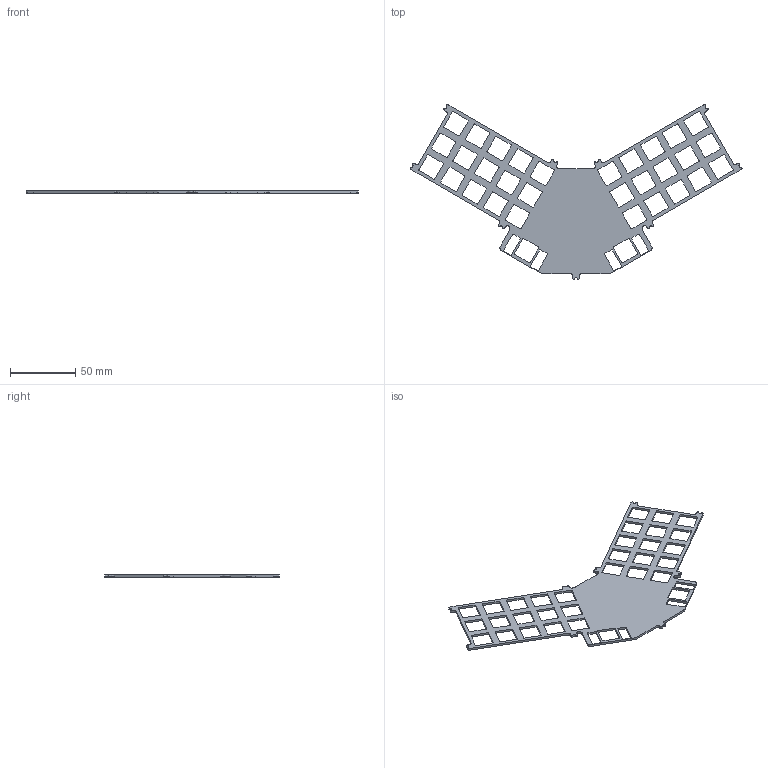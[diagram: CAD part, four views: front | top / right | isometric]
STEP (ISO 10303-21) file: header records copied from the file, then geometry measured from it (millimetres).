
FILE_DESCRIPTION(/* description */ (''),/* implementation_level */ '2;1');
FILE_NAME(/* name */ 'plate_pcb v1.step',/* time_stamp */ '2023-12-04T03:40:25-05:00',/* author */ (''),/* organization */ (''),/* preprocessor_version */ 'ST-DEVELOPER v20',/* originating_system */ 'Autodesk Translation Framework v12.14.0.127',/* authorisation */ '');
FILE_SCHEMA (('AUTOMOTIVE_DESIGN { 1 0 10303 214 3 1 1 }'));
Length unit declared in the file: millimetre
Products named in the file (2): plate_pcb; _autosave-plate_pcb PCB
Assembly tree (1 placements, depth 2):
  plate_pcb
    _autosave-plate_pcb PCB
Bounding box: 254.03 x 133.65 x 1.6 mm (x, y, z)
Volume: 16073.4 mm3; surface area: 24361.3 mm2
Topology: 1 solids, 1 shells, 1624 faces, 4866 edges, 3244 vertices
Faces by surface type: plane 1624
Entity records: 53754 total; most frequent: CARTESIAN_POINT 9737, ORIENTED_EDGE 9732, DIRECTION 8120, LINE 4866, VECTOR 4866, EDGE_CURVE 4866, VERTEX_POINT 3244, EDGE_LOOP 1696
